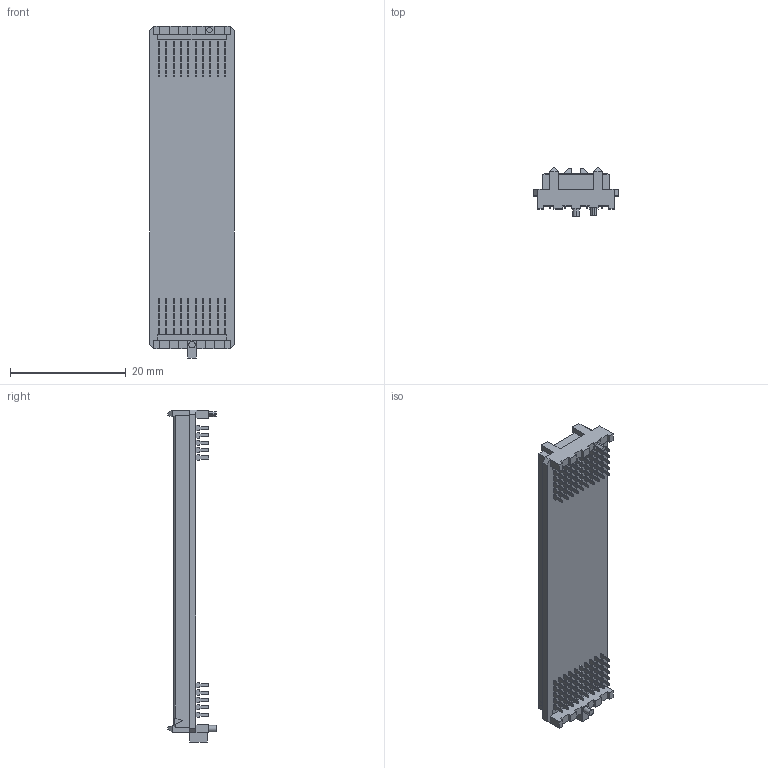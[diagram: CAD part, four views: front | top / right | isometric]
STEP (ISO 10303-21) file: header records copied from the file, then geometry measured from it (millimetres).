
FILE_DESCRIPTION((''),'2;1');
FILE_NAME('459704315','2016-04-13T',('me'),(''),'PRO/ENGINEER BY PARAMETRIC TECHNOLOGY CORPORATION, 2012310','PRO/ENGINEER BY PARAMETRIC TECHNOLOGY CORPORATION, 2012310','');
FILE_SCHEMA(('CONFIG_CONTROL_DESIGN'));
Length unit declared in the file: inch
Products named in the file (1): 459704315
Bounding box: 14.68 x 8.38 x 57.38 mm (x, y, z)
Volume: 2018.6 mm3; surface area: 3767.8 mm2
Topology: 1 solids, 1 shells, 1360 faces, 4524 edges, 3272 vertices
Faces by surface type: plane 1253, cylinder 107
Entity records: 48669 total; most frequent: CARTESIAN_POINT 9253, DIRECTION 7864, ORIENTED_EDGE 7440, EDGE_CURVE 3720, VECTOR 3506, LINE 3506, VERTEX_POINT 2468, AXIS2_PLACEMENT_3D 2179
